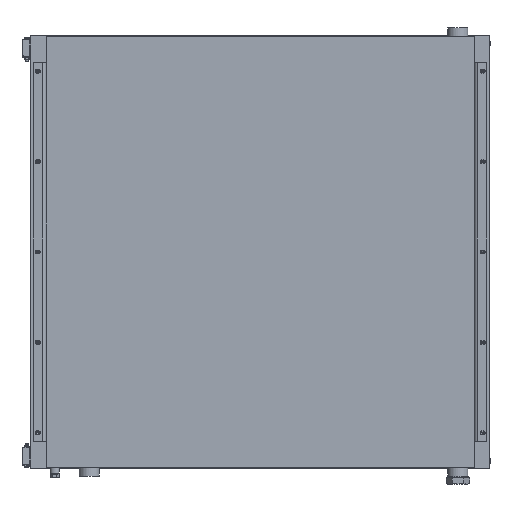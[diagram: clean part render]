
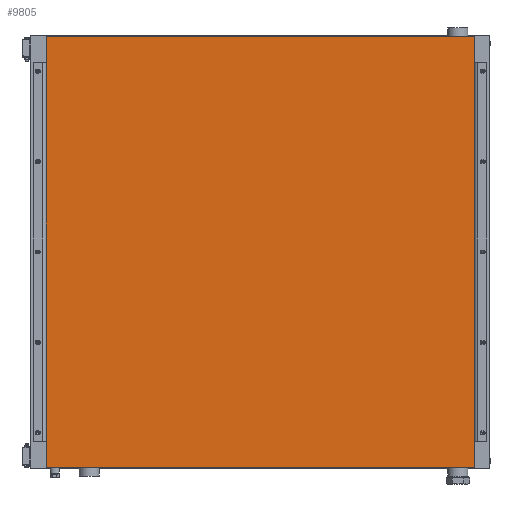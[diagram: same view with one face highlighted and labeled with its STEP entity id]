
A CAD part, top view. The second image highlights one B-rep face of the part: STEP entity #9805.
In plain terms, the highlighted planar face has unit normal (0, 0, 1).
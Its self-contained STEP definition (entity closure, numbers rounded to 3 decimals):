
#9805 = ADVANCED_FACE( '', ( #18095 ), #18096, .F. );
#18095 = FACE_OUTER_BOUND( '', #26450, .T. );
#18096 = PLANE( '', #26451 );
#26450 = EDGE_LOOP( '', ( #41948, #41949, #41950, #41951 ) );
#26451 = AXIS2_PLACEMENT_3D( '', #41952, #41953, #41954 );
#41948 = ORIENTED_EDGE( '', *, *, #48321, .T. );
#41949 = ORIENTED_EDGE( '', *, *, #54075, .T. );
#41950 = ORIENTED_EDGE( '', *, *, #53127, .T. );
#41951 = ORIENTED_EDGE( '', *, *, #48975, .T. );
#41952 = CARTESIAN_POINT( '', ( 0., 0., 246. ) );
#41953 = DIRECTION( '', ( 0., 0., -1. ) );
#41954 = DIRECTION( '', ( 0., -1., 0. ) );
#48321 = EDGE_CURVE( '', #55439, #55437, #55440, .T. );
#48975 = EDGE_CURVE( '', #56585, #55439, #56586, .T. );
#53127 = EDGE_CURVE( '', #63021, #56585, #63022, .T. );
#54075 = EDGE_CURVE( '', #55437, #63021, #64228, .T. );
#55437 = VERTEX_POINT( '', #65771 );
#55439 = VERTEX_POINT( '', #65774 );
#55440 = LINE( '', #65775, #65776 );
#56585 = VERTEX_POINT( '', #68181 );
#56586 = LINE( '', #68182, #68183 );
#63021 = VERTEX_POINT( '', #81154 );
#63022 = LINE( '', #81155, #81156 );
#64228 = LINE( '', #83604, #83605 );
#65771 = CARTESIAN_POINT( '', ( 746., 750., 246. ) );
#65774 = CARTESIAN_POINT( '', ( 746., -750., 246. ) );
#65775 = CARTESIAN_POINT( '', ( 746., -750., 246. ) );
#65776 = VECTOR( '', #86089, 1000. );
#68181 = CARTESIAN_POINT( '', ( -746., -750., 246. ) );
#68182 = CARTESIAN_POINT( '', ( -746., -750., 246. ) );
#68183 = VECTOR( '', #86832, 1000. );
#81154 = CARTESIAN_POINT( '', ( -746., 750., 246. ) );
#81155 = CARTESIAN_POINT( '', ( -746., 750., 246. ) );
#81156 = VECTOR( '', #91511, 1000. );
#83604 = CARTESIAN_POINT( '', ( 746., 750., 246. ) );
#83605 = VECTOR( '', #92371, 1000. );
#86089 = DIRECTION( '', ( 0., 1., 0. ) );
#86832 = DIRECTION( '', ( 1., 0., 0. ) );
#91511 = DIRECTION( '', ( 0., -1., 0. ) );
#92371 = DIRECTION( '', ( -1., 0., 0. ) );
